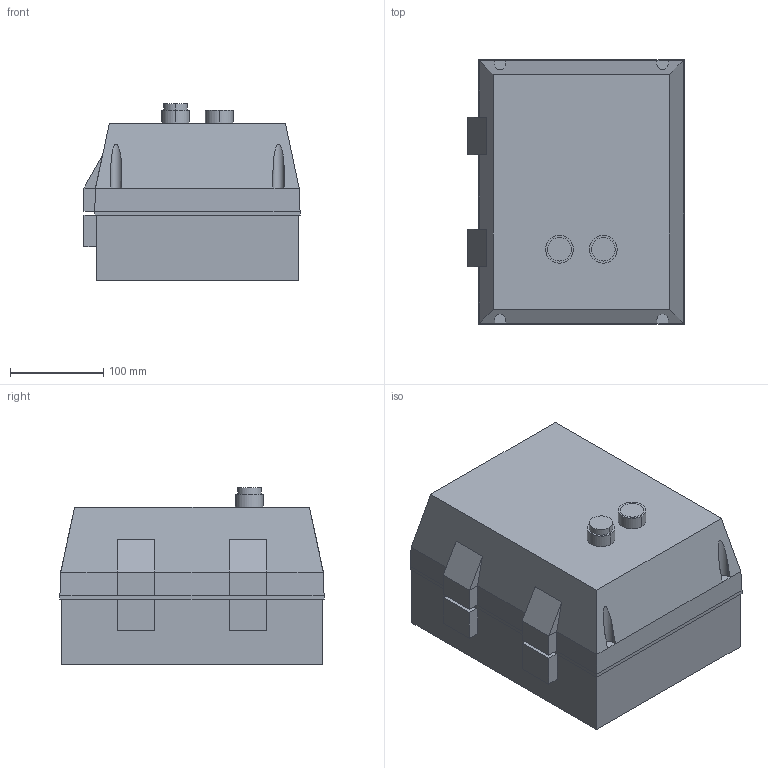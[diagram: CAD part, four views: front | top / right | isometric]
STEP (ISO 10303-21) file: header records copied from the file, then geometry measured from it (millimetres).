
FILE_DESCRIPTION((''),'2;1');
FILE_NAME('3d_M3P08012400B8.stp','2012-10-03T11:20:53',(''),(''),'Mechanical Desktop 2011','Mechanical Desktop 2011',', , ');
FILE_SCHEMA(('CONFIG_CONTROL_DESIGN'));
Length unit declared in the file: millimetre
Products named in the file (1): Product
Bounding box: 231.5 x 283 x 189.6 mm (x, y, z)
Volume: 9922167.3 mm3; surface area: 291734.4 mm2
Topology: 3 solids, 3 shells, 82 faces, 190 edges, 114 vertices
Faces by surface type: plane 70, cylinder 12
Entity records: 2353 total; most frequent: CARTESIAN_POINT 387, DIRECTION 380, ORIENTED_EDGE 380, EDGE_CURVE 190, VECTOR 166, LINE 166, VERTEX_POINT 114, AXIS2_PLACEMENT_3D 107
